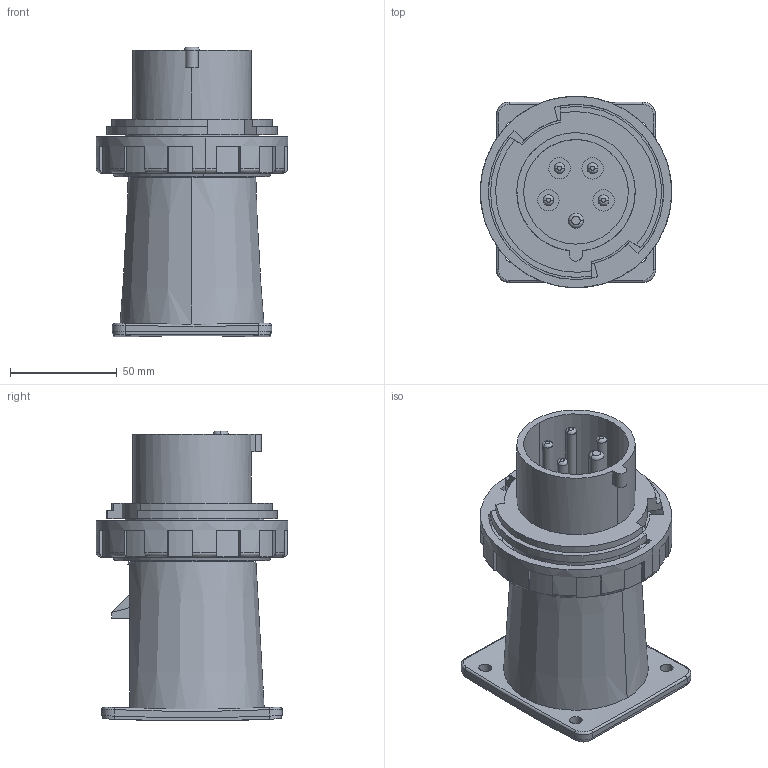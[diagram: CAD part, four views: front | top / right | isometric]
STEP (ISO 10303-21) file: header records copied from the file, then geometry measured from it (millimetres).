
FILE_DESCRIPTION((''),'2;1');
FILE_NAME('GW60231_ASM','2021-09-29T13:21:10',('User'),('Axiro Italia'),'CREO PARAMETRIC BY PTC INC, 2020354','CREO PARAMETRIC BY PTC INC, 2020354','');
FILE_SCHEMA(('CONFIG_CONTROL_DESIGN'));
Length unit declared in the file: millimetre
Products named in the file (4): GW60231_COMPONENTE_A_OR; GW60231_COMPONENTE_B_OR; GW60231_COMPONENTE_C_OR; GW60231_ASM
Assembly tree (3 placements, depth 2):
  GW60231_ASM
    GW60231_COMPONENTE_A_OR
    GW60231_COMPONENTE_B_OR
    GW60231_COMPONENTE_C_OR
Bounding box: 89.59 x 89.59 x 135.58 mm (x, y, z)
Volume: 146532.4 mm3; surface area: 96855.1 mm2
Topology: 3 solids, 3 shells, 324 faces, 830 edges, 538 vertices
Faces by surface type: plane 157, cylinder 131, bspline 23, torus 8, cone 5
Entity records: 11581 total; most frequent: CARTESIAN_POINT 3435, DIRECTION 1745, ORIENTED_EDGE 1660, EDGE_CURVE 830, AXIS2_PLACEMENT_3D 679, VERTEX_POINT 538, VECTOR 387, LINE 387
